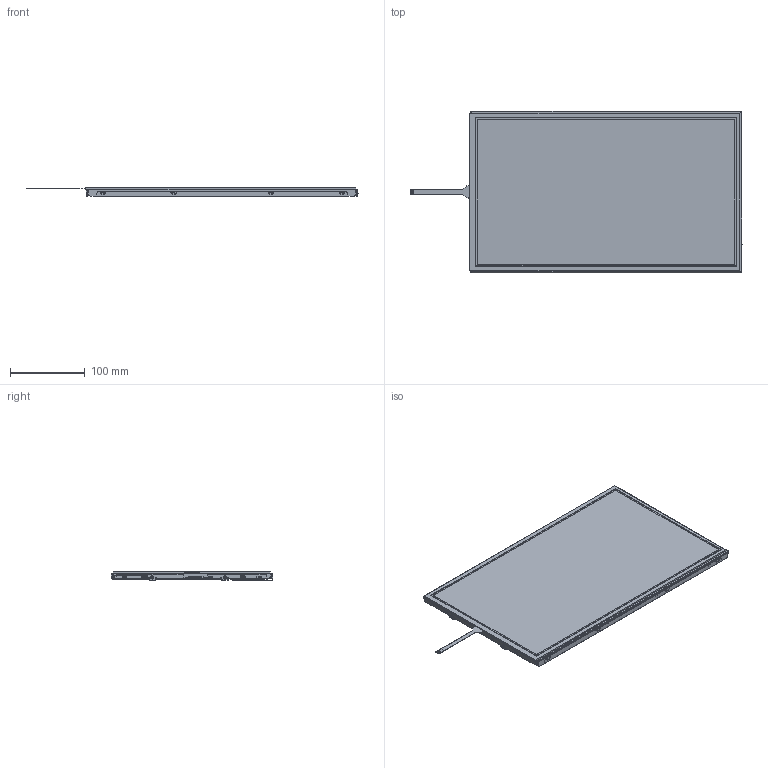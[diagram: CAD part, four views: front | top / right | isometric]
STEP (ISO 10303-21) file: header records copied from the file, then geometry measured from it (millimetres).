
FILE_DESCRIPTION(/* description */ (''),/* implementation_level */ '2;1');
FILE_NAME(/* name */ 'HP_TK-SRA156FH-01.stp',/* time_stamp */ '2023-09-04T10:26:54+09:00',/* author */ ('KIKOU-CAD2'),/* organization */ (''),/* preprocessor_version */ 'ST-DEVELOPER v18.1',/* originating_system */ 'Autodesk Inventor 2020',/* authorisation */ '');
FILE_SCHEMA (('AUTOMOTIVE_DESIGN { 1 0 10303 214 3 1 1 }'));
Products named in the file (1): HP_TK-SRA156FH-01
Bounding box: 444.52 x 216 x 11.56 mm (x, y, z)
Volume: 265098.1 mm3; surface area: 530468 mm2
Topology: 1 solids, 2 shells, 4618 faces, 12946 edges, 8128 vertices
Faces by surface type: plane 2798, cylinder 1492, bspline 203, cone 72, torus 36, sphere 17
Full cylindrical faces by diameter (mm): 0.5 x2, 0.9 x4, 2.5 x4, 2.6 x4, 3.05 x4, 4 x4, 4.2 x4, 4.5 x3
Entity records: 171003 total; most frequent: CARTESIAN_POINT 50973, ORIENTED_EDGE 25868, DIRECTION 24455, EDGE_CURVE 12934, LINE 9207, VECTOR 9207, VERTEX_POINT 8128, AXIS2_PLACEMENT_3D 7624
